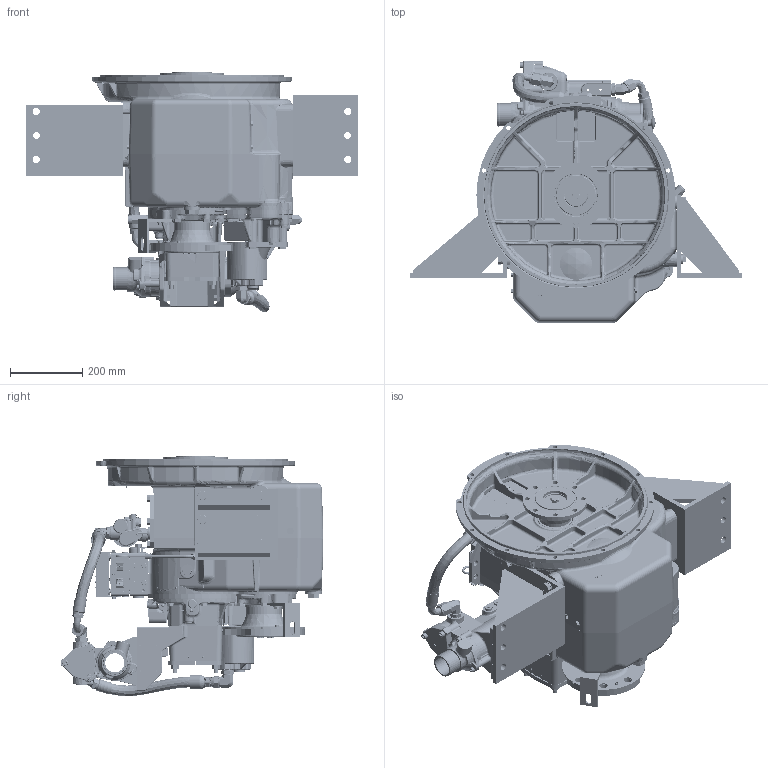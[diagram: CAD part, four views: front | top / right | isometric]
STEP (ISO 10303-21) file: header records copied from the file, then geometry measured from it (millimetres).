
FILE_DESCRIPTION (( 'STEP AP214' ), '1' );
FILE_NAME (' PX13254F.step', '2019-11-01T18:45:14', ( 'TDI' ), ( 'Twin Disc Inc' ), 'SwSTEP 2.0', 'SolidWorks 2017', '' );
FILE_SCHEMA (( 'AUTOMOTIVE_DESIGN' ));
Length unit declared in the file: millimetre
Products named in the file (1):  PX13254F
Bounding box: 920.75 x 728.53 x 666.56 mm (x, y, z)
Surface area: 4229310 mm2 (no closed solid volume)
Topology: 0 solids, 760 shells, 7956 faces, 28130 edges, 20121 vertices
Faces by surface type: plane 2451, cylinder 2383, bspline 1447, torus 769, cone 749, sphere 157
Entity records: 507482 total; most frequent: CARTESIAN_POINT 195724, DIRECTION 44864, ORIENTED_EDGE 42857, EDGE_CURVE 27958, VERTEX_POINT 20105, AXIS2_PLACEMENT_3D 17441, CIRCLE 10931, VECTOR 9982
